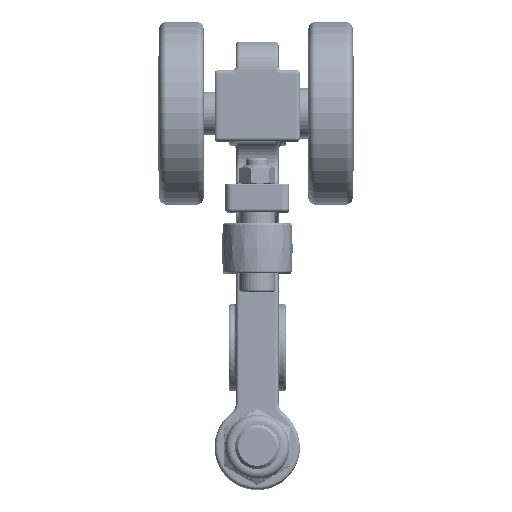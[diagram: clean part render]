
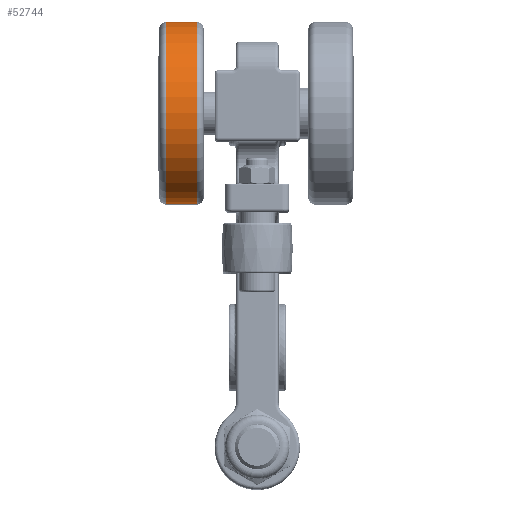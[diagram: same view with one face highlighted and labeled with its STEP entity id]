
A CAD part, top view. The second image highlights one B-rep face of the part: STEP entity #52744.
In plain terms, the highlighted cylindrical face has radius 40.64 mm (diameter 81.28 mm), a full revolution.
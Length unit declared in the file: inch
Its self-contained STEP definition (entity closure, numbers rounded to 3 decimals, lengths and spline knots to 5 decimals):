
#52433=CARTESIAN_POINT('',(0.0,1.6,-0.26563));
#52434=VERTEX_POINT('',#52433);
#52435=CARTESIAN_POINT('',(0.0,0.0,-0.26563));
#52436=DIRECTION('',(0.0,0.0,-1.0));
#52437=DIRECTION('',(0.0,1.0,0.0));
#52438=AXIS2_PLACEMENT_3D('',#52435,#52436,#52437);
#52439=CIRCLE('',#52438,1.6);
#52440=EDGE_CURVE('',#52434,#52434,#52439,.T.);
#52718=CARTESIAN_POINT('',(0.0,1.6,0.26563));
#52719=VERTEX_POINT('',#52718);
#52720=CARTESIAN_POINT('',(0.0,0.0,0.26563));
#52721=DIRECTION('',(0.0,0.0,-1.0));
#52722=DIRECTION('',(0.0,1.0,0.0));
#52723=AXIS2_PLACEMENT_3D('',#52720,#52721,#52722);
#52724=CIRCLE('',#52723,1.6);
#52725=EDGE_CURVE('',#52719,#52719,#52724,.T.);
#52733=CARTESIAN_POINT('',(0.0,0.0,0.));
#52734=DIRECTION('',(0.0,0.0,-1.0));
#52735=DIRECTION('',(0.0,1.0,0.0));
#52736=AXIS2_PLACEMENT_3D('',#52733,#52734,#52735);
#52737=CYLINDRICAL_SURFACE('',#52736,1.6);
#52738=ORIENTED_EDGE('',*,*,#52440,.F.);
#52739=EDGE_LOOP('',(#52738));
#52740=FACE_OUTER_BOUND('',#52739,.T.);
#52741=ORIENTED_EDGE('',*,*,#52725,.T.);
#52742=EDGE_LOOP('',(#52741));
#52743=FACE_BOUND('',#52742,.T.);
#52744=ADVANCED_FACE('',(#52740,#52743),#52737,.T.);
